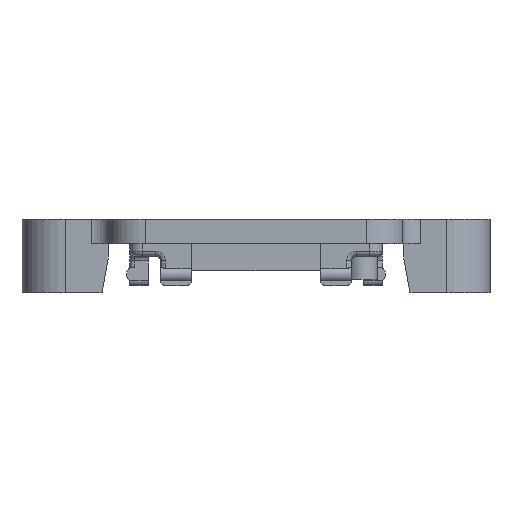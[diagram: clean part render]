
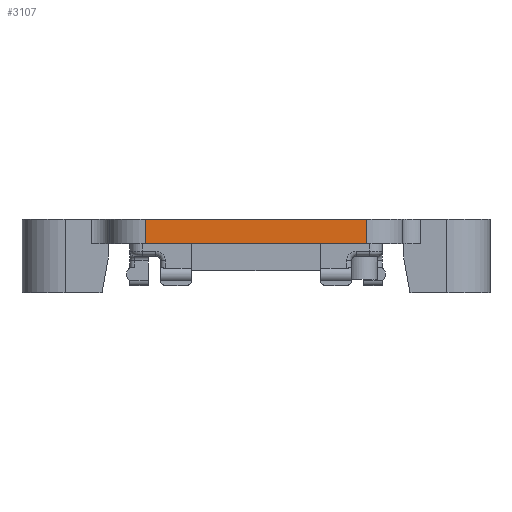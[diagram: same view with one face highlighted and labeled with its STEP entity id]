
A CAD part, front view. The second image highlights one B-rep face of the part: STEP entity #3107.
In plain terms, the highlighted planar face has unit normal (0, -1, 0).
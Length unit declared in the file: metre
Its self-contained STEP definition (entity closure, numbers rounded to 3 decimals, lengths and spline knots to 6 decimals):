
#561=ORIENTED_EDGE('',*,*,#1451,.T.);
#562=ORIENTED_EDGE('',*,*,#1487,.T.);
#563=ORIENTED_EDGE('',*,*,#1298,.F.);
#564=ORIENTED_EDGE('',*,*,#1488,.T.);
#1298=EDGE_CURVE('',#1770,#1771,#2056,.T.);
#1451=EDGE_CURVE('',#1914,#1913,#2152,.T.);
#1487=EDGE_CURVE('',#1913,#1771,#2175,.F.);
#1488=EDGE_CURVE('',#1770,#1914,#2176,.T.);
#1770=VERTEX_POINT('',#4710);
#1771=VERTEX_POINT('',#4712);
#1913=VERTEX_POINT('',#5035);
#1914=VERTEX_POINT('',#5037);
#2056=LINE('',#4711,#2338);
#2152=LINE('',#5036,#2434);
#2175=LINE('',#5104,#2457);
#2176=LINE('',#5105,#2458);
#2338=VECTOR('',#3699,1.);
#2434=VECTOR('',#3943,1.);
#2457=VECTOR('',#3994,1.);
#2458=VECTOR('',#3995,1.);
#2636=EDGE_LOOP('',(#561,#562,#563,#564));
#2838=FACE_BOUND('',#2636,.T.);
#3026=PLANE('',#3384);
#3107=ADVANCED_FACE('',(#2838),#3026,.F.);
#3384=AXIS2_PLACEMENT_3D('',#5103,#3992,#3993);
#3699=DIRECTION('',(1.,0.,0.));
#3943=DIRECTION('',(1.,0.,0.));
#3992=DIRECTION('',(0.,1.,0.));
#3993=DIRECTION('',(0.,0.,1.));
#3994=DIRECTION('',(0.,0.,-1.));
#3995=DIRECTION('',(0.,0.,-1.));
#4710=CARTESIAN_POINT('',(-0.009,-0.017,0.009));
#4711=CARTESIAN_POINT('',(0.,-0.017,0.009));
#4712=CARTESIAN_POINT('',(0.009,-0.017,0.009));
#5035=CARTESIAN_POINT('',(0.009,-0.017,0.007));
#5036=CARTESIAN_POINT('',(0.,-0.017,0.007));
#5037=CARTESIAN_POINT('',(-0.009,-0.017,0.007));
#5103=CARTESIAN_POINT('',(0.,-0.017,0.009));
#5104=CARTESIAN_POINT('',(0.009,-0.017,0.009));
#5105=CARTESIAN_POINT('',(-0.009,-0.017,0.009));
